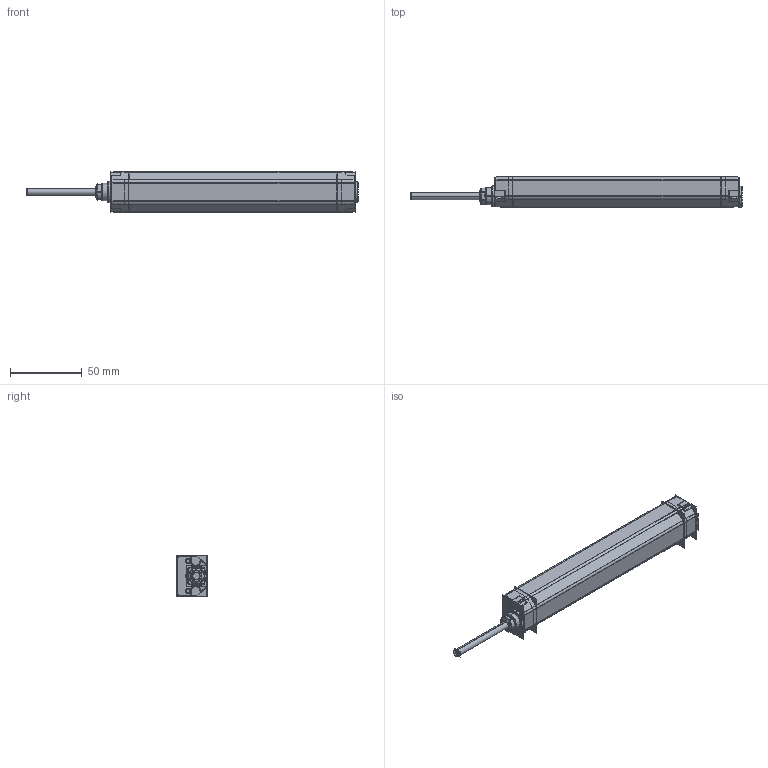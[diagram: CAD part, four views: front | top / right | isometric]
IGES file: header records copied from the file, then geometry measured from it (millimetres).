
Start section:  PTC IGES file: 157887.igs
Global section: file name: 157887.igs; native system: Creo Parametric by Parametric Technology Corporation; preprocessor: 2016010; author: PDMAdmin; organization: Unknown; date: 20160614.081158; units: millimetre
Bounding box: 230.8 x 21.83 x 29.12 mm (x, y, z)
Volume: 42983.7 mm3; surface area: 280021.1 mm2
Topology: 13 solids, 18 shells, 2606 faces, 13682 edges, 17361 vertices
Faces by surface type: revolution 1408, bspline 1194, extrusion 4
